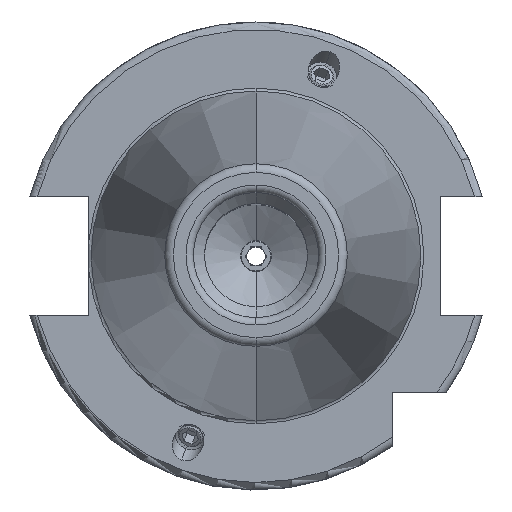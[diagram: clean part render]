
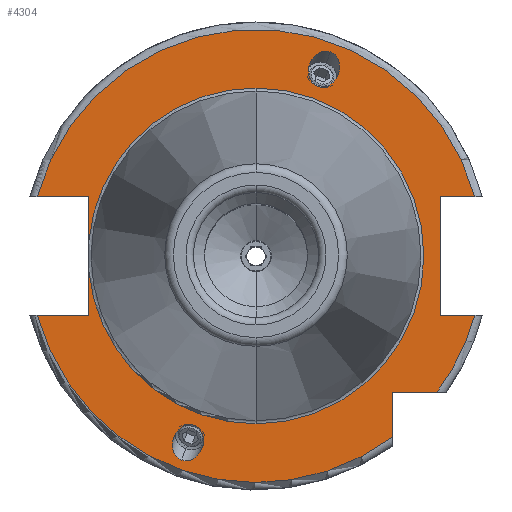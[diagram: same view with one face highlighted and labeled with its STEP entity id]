
A CAD part, top view. The second image highlights one B-rep face of the part: STEP entity #4304.
In plain terms, the highlighted planar face has unit normal (0, 0, 1).
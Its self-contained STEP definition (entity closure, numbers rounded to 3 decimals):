
#1154=CARTESIAN_POINT('',(0,0,15.9));
#1155=DIRECTION('',(0,0,1));
#1156=DIRECTION('',(0.965,0.262,0));
#1157=AXIS2_PLACEMENT_3D('',#1154,#1155,#1156);
#1205=CARTESIAN_POINT('',(0,0,15.9));
#1206=DIRECTION('',(0,0,1));
#1207=DIRECTION('',(-0.965,-0.262,0));
#1208=AXIS2_PLACEMENT_3D('',#1205,#1206,#1207);
#1221=DIRECTION('',(1,0,0));
#1222=VECTOR('',#1221,7.004);
#1223=CARTESIAN_POINT('',(-29.704,-8.05,15.9));
#1224=LINE('',#1223,#1222);
#1225=DIRECTION('',(0,1,0));
#1226=VECTOR('',#1225,5.917);
#1227=CARTESIAN_POINT('',(-22.7,-8.05,15.9));
#1228=LINE('',#1227,#1226);
#1229=DIRECTION('',(0,1,0));
#1230=VECTOR('',#1229,5.917);
#1231=CARTESIAN_POINT('',(-22.7,2.133,15.9));
#1232=LINE('',#1231,#1230);
#1233=DIRECTION('',(1,0,0));
#1234=VECTOR('',#1233,7.004);
#1235=CARTESIAN_POINT('',(-29.704,8.05,15.9));
#1236=LINE('',#1235,#1234);
#1237=DIRECTION('',(-1,0,0));
#1238=VECTOR('',#1237,4.704);
#1239=CARTESIAN_POINT('',(29.704,8.05,15.9));
#1240=LINE('',#1239,#1238);
#1241=DIRECTION('',(0,-1,0));
#1242=VECTOR('',#1241,16.1);
#1243=CARTESIAN_POINT('',(25,8.05,15.9));
#1244=LINE('',#1243,#1242);
#1245=DIRECTION('',(-1,0,0));
#1246=VECTOR('',#1245,4.704);
#1247=CARTESIAN_POINT('',(29.704,-8.05,15.9));
#1248=LINE('',#1247,#1246);
#1249=CARTESIAN_POINT('',(0,0,15.9));
#1250=DIRECTION('',(0,0,1));
#1251=DIRECTION('',(0.799,-0.601,0));
#1252=AXIS2_PLACEMENT_3D('',#1249,#1250,#1251);
#1254=DIRECTION('',(-1,0,0));
#1255=VECTOR('',#1254,6.094);
#1256=CARTESIAN_POINT('',(24.594,-18.5,15.9));
#1257=LINE('',#1256,#1255);
#1258=DIRECTION('',(0,1,0));
#1259=VECTOR('',#1258,6.094);
#1260=CARTESIAN_POINT('',(18.5,-24.594,15.9));
#1261=LINE('',#1260,#1259);
#1262=CARTESIAN_POINT('',(10.09,27.723,15.9));
#1263=CARTESIAN_POINT('',(9.863,27.806,15.9));
#1264=CARTESIAN_POINT('',(9.337,27.884,15.9));
#1265=CARTESIAN_POINT('',(8.455,27.594,15.9));
#1266=CARTESIAN_POINT('',(7.834,27.033,15.9));
#1267=CARTESIAN_POINT('',(7.483,26.49,15.9));
#1268=CARTESIAN_POINT('',(7.298,26.077,15.9));
#1269=CARTESIAN_POINT('',(7.174,25.641,15.9));
#1270=CARTESIAN_POINT('',(7.094,25.,15.9));
#1271=CARTESIAN_POINT('',(7.208,24.17,15.9));
#1272=CARTESIAN_POINT('',(7.698,23.381,15.9));
#1273=CARTESIAN_POINT('',(8.152,23.103,15.9));
#1274=CARTESIAN_POINT('',(8.379,23.02,15.9));
#1276=CARTESIAN_POINT('',(8.379,23.02,15.9));
#1277=CARTESIAN_POINT('',(8.606,22.937,15.9));
#1278=CARTESIAN_POINT('',(9.133,22.859,15.9));
#1279=CARTESIAN_POINT('',(10.014,23.149,15.9));
#1280=CARTESIAN_POINT('',(10.635,23.711,15.9));
#1281=CARTESIAN_POINT('',(10.986,24.253,15.9));
#1282=CARTESIAN_POINT('',(11.171,24.667,15.9));
#1283=CARTESIAN_POINT('',(11.295,25.103,15.9));
#1284=CARTESIAN_POINT('',(11.375,25.744,15.9));
#1285=CARTESIAN_POINT('',(11.261,26.573,15.9));
#1286=CARTESIAN_POINT('',(10.771,27.362,15.9));
#1287=CARTESIAN_POINT('',(10.318,27.641,15.9));
#1288=CARTESIAN_POINT('',(10.09,27.723,15.9));
#1290=CARTESIAN_POINT('',(-10.09,-27.723,15.9));
#1291=CARTESIAN_POINT('',(-10.318,-27.641,15.9));
#1292=CARTESIAN_POINT('',(-10.771,-27.362,15.9));
#1293=CARTESIAN_POINT('',(-11.261,-26.573,15.9));
#1294=CARTESIAN_POINT('',(-11.375,-25.744,15.9));
#1295=CARTESIAN_POINT('',(-11.295,-25.103,15.9));
#1296=CARTESIAN_POINT('',(-11.171,-24.667,15.9));
#1297=CARTESIAN_POINT('',(-10.986,-24.253,15.9));
#1298=CARTESIAN_POINT('',(-10.635,-23.711,15.9));
#1299=CARTESIAN_POINT('',(-10.014,-23.149,15.9));
#1300=CARTESIAN_POINT('',(-9.133,-22.859,15.9));
#1301=CARTESIAN_POINT('',(-8.606,-22.937,15.9));
#1302=CARTESIAN_POINT('',(-8.379,-23.02,15.9));
#1304=CARTESIAN_POINT('',(-8.379,-23.02,15.9));
#1305=CARTESIAN_POINT('',(-8.152,-23.103,15.9));
#1306=CARTESIAN_POINT('',(-7.698,-23.381,15.9));
#1307=CARTESIAN_POINT('',(-7.208,-24.17,15.9));
#1308=CARTESIAN_POINT('',(-7.094,-25.,15.9));
#1309=CARTESIAN_POINT('',(-7.174,-25.641,15.9));
#1310=CARTESIAN_POINT('',(-7.298,-26.077,15.9));
#1311=CARTESIAN_POINT('',(-7.483,-26.49,15.9));
#1312=CARTESIAN_POINT('',(-7.834,-27.033,15.9));
#1313=CARTESIAN_POINT('',(-8.455,-27.594,15.9));
#1314=CARTESIAN_POINT('',(-9.337,-27.884,15.9));
#1315=CARTESIAN_POINT('',(-9.863,-27.806,15.9));
#1316=CARTESIAN_POINT('',(-10.09,-27.723,15.9));
#1328=CARTESIAN_POINT('',(0,0,15.9));
#1329=DIRECTION('',(0,0,1));
#1330=DIRECTION('',(0,1,0));
#1331=AXIS2_PLACEMENT_3D('',#1328,#1329,#1330);
#1343=CARTESIAN_POINT('',(0,0,15.9));
#1344=DIRECTION('',(0,0,1));
#1345=DIRECTION('',(-0.996,-0.094,0));
#1346=AXIS2_PLACEMENT_3D('',#1343,#1344,#1345);
#1348=CARTESIAN_POINT('',(0,0,15.9));
#1349=DIRECTION('',(0,0,-1));
#1350=DIRECTION('',(0,1,0));
#1351=AXIS2_PLACEMENT_3D('',#1348,#1349,#1350);
#2607=CARTESIAN_POINT('',(0,22.8,15.9));
#2609=VERTEX_POINT('',#2607);
#2627=CARTESIAN_POINT('',(0,-22.8,15.9));
#2629=VERTEX_POINT('',#2627);
#2773=CARTESIAN_POINT('',(-29.704,-8.05,15.9));
#2774=CARTESIAN_POINT('',(-22.7,-8.05,15.9));
#2775=VERTEX_POINT('',#2773);
#2776=VERTEX_POINT('',#2774);
#2777=CARTESIAN_POINT('',(-22.7,-2.133,15.9));
#2778=VERTEX_POINT('',#2777);
#2779=CARTESIAN_POINT('',(-22.7,2.133,15.9));
#2780=CARTESIAN_POINT('',(-22.7,8.05,15.9));
#2781=VERTEX_POINT('',#2779);
#2782=VERTEX_POINT('',#2780);
#2783=CARTESIAN_POINT('',(-29.704,8.05,15.9));
#2784=VERTEX_POINT('',#2783);
#2785=CARTESIAN_POINT('',(25,8.05,15.9));
#2786=CARTESIAN_POINT('',(25,-8.05,15.9));
#2787=VERTEX_POINT('',#2785);
#2788=VERTEX_POINT('',#2786);
#2789=CARTESIAN_POINT('',(29.704,-8.05,15.9));
#2790=VERTEX_POINT('',#2789);
#2791=CARTESIAN_POINT('',(29.704,8.05,15.9));
#2792=VERTEX_POINT('',#2791);
#2793=CARTESIAN_POINT('',(18.5,-24.594,15.9));
#2794=CARTESIAN_POINT('',(18.5,-18.5,15.9));
#2795=VERTEX_POINT('',#2793);
#2796=VERTEX_POINT('',#2794);
#2797=CARTESIAN_POINT('',(24.594,-18.5,15.9));
#2798=VERTEX_POINT('',#2797);
#2887=VERTEX_POINT('',#1262);
#2888=VERTEX_POINT('',#1274);
#2944=CARTESIAN_POINT('',(-10.09,-27.723,15.9));
#2946=VERTEX_POINT('',#2944);
#2951=CARTESIAN_POINT('',(-8.379,-23.02,15.9));
#2952=VERTEX_POINT('',#2951);
#4265=CARTESIAN_POINT('',(0,0,15.9));
#4266=DIRECTION('',(0,0,-1));
#4267=DIRECTION('',(0,-1,0));
#4268=AXIS2_PLACEMENT_3D('',#4265,#4266,#4267);
#4269=PLANE('',#4268);
#4270=ORIENTED_EDGE('',*,*,#3470,.T.);
#4271=ORIENTED_EDGE('',*,*,#3509,.T.);
#4273=ORIENTED_EDGE('',*,*,#4272,.T.);
#4275=ORIENTED_EDGE('',*,*,#4274,.F.);
#4277=ORIENTED_EDGE('',*,*,#4276,.T.);
#4278=ORIENTED_EDGE('',*,*,#3505,.T.);
#4279=ORIENTED_EDGE('',*,*,#3543,.F.);
#4280=ORIENTED_EDGE('',*,*,#4243,.F.);
#4282=ORIENTED_EDGE('',*,*,#4281,.T.);
#4284=ORIENTED_EDGE('',*,*,#4283,.T.);
#4285=ORIENTED_EDGE('',*,*,#3619,.F.);
#4286=ORIENTED_EDGE('',*,*,#4233,.F.);
#4287=ORIENTED_EDGE('',*,*,#3676,.T.);
#4288=ORIENTED_EDGE('',*,*,#3727,.F.);
#4289=ORIENTED_EDGE('',*,*,#4259,.F.);
#4290=EDGE_LOOP('',(#4270,#4271,#4273,#4275,#4277,#4278,#4279,#4280,#4282,#4284,
#4285,#4286,#4287,#4288,#4289));
#4291=FACE_OUTER_BOUND('',#4290,.F.);
#4293=ORIENTED_EDGE('',*,*,#4292,.T.);
#4295=ORIENTED_EDGE('',*,*,#4294,.T.);
#4296=EDGE_LOOP('',(#4293,#4295));
#4297=FACE_BOUND('',#4296,.F.);
#4299=ORIENTED_EDGE('',*,*,#4298,.F.);
#4301=ORIENTED_EDGE('',*,*,#4300,.F.);
#4302=EDGE_LOOP('',(#4299,#4301));
#4303=FACE_BOUND('',#4302,.F.);
#4304=ADVANCED_FACE('',(#4291,#4297,#4303),#4269,.F.);
#1158=CIRCLE('',#1157,30.775);
#1209=CIRCLE('',#1208,30.775);
#1253=CIRCLE('',#1252,30.775);
#1275=B_SPLINE_CURVE_WITH_KNOTS('',3,(#1262,#1263,#1264,#1265,#1266,#1267,#1268,
#1269,#1270,#1271,#1272,#1273,#1274),.UNSPECIFIED.,.F.,.F.,(4,1,1,1,1,1,1,1,1,1,
4),(0,0.125,0.25,0.375,0.438,0.5,0.563,0.625,0.75,0.875,
1.0),.UNSPECIFIED.);
#1289=B_SPLINE_CURVE_WITH_KNOTS('',3,(#1276,#1277,#1278,#1279,#1280,#1281,#1282,
#1283,#1284,#1285,#1286,#1287,#1288),.UNSPECIFIED.,.F.,.F.,(4,1,1,1,1,1,1,1,1,1,
4),(0,0.125,0.25,0.375,0.438,0.5,0.563,0.625,0.75,0.875,
1.0),.UNSPECIFIED.);
#1303=B_SPLINE_CURVE_WITH_KNOTS('',3,(#1290,#1291,#1292,#1293,#1294,#1295,#1296,
#1297,#1298,#1299,#1300,#1301,#1302),.UNSPECIFIED.,.F.,.F.,(4,1,1,1,1,1,1,1,1,1,
4),(0,0.125,0.25,0.375,0.438,0.5,0.563,0.625,0.75,0.875,
1.0),.UNSPECIFIED.);
#1317=B_SPLINE_CURVE_WITH_KNOTS('',3,(#1304,#1305,#1306,#1307,#1308,#1309,#1310,
#1311,#1312,#1313,#1314,#1315,#1316),.UNSPECIFIED.,.F.,.F.,(4,1,1,1,1,1,1,1,1,1,
4),(0,0.125,0.25,0.375,0.438,0.5,0.563,0.625,0.75,0.875,
1.0),.UNSPECIFIED.);
#1332=CIRCLE('',#1331,22.8);
#1347=CIRCLE('',#1346,22.8);
#1352=CIRCLE('',#1351,22.8);
#3470=EDGE_CURVE('',#2775,#2776,#1224,.T.);
#3505=EDGE_CURVE('',#2781,#2782,#1232,.T.);
#3509=EDGE_CURVE('',#2776,#2778,#1228,.T.);
#3543=EDGE_CURVE('',#2784,#2782,#1236,.T.);
#3619=EDGE_CURVE('',#2790,#2788,#1248,.T.);
#3676=EDGE_CURVE('',#2798,#2796,#1257,.T.);
#3727=EDGE_CURVE('',#2795,#2796,#1261,.T.);
#4233=EDGE_CURVE('',#2798,#2790,#1253,.T.);
#4243=EDGE_CURVE('',#2792,#2784,#1158,.T.);
#4259=EDGE_CURVE('',#2775,#2795,#1209,.T.);
#4272=EDGE_CURVE('',#2778,#2629,#1347,.T.);
#4274=EDGE_CURVE('',#2609,#2629,#1352,.T.);
#4276=EDGE_CURVE('',#2609,#2781,#1332,.T.);
#4281=EDGE_CURVE('',#2792,#2787,#1240,.T.);
#4283=EDGE_CURVE('',#2787,#2788,#1244,.T.);
#4292=EDGE_CURVE('',#2887,#2888,#1275,.T.);
#4294=EDGE_CURVE('',#2888,#2887,#1289,.T.);
#4298=EDGE_CURVE('',#2946,#2952,#1303,.T.);
#4300=EDGE_CURVE('',#2952,#2946,#1317,.T.);
